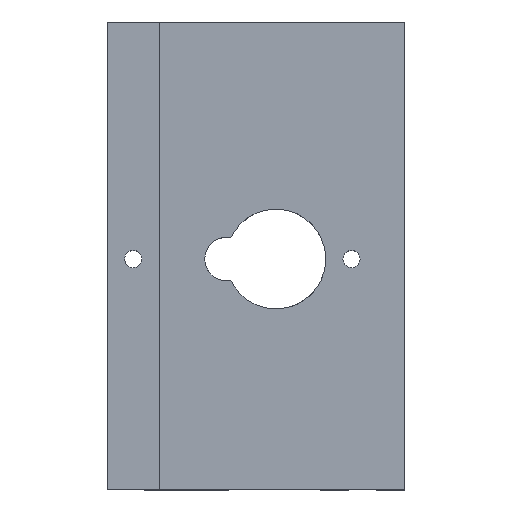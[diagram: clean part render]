
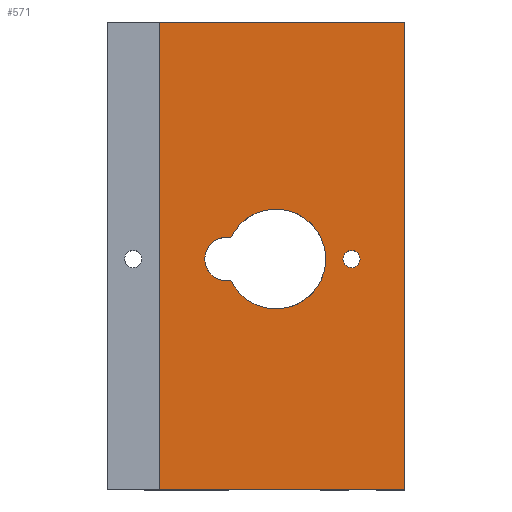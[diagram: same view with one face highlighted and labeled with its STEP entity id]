
A CAD part, top view. The second image highlights one B-rep face of the part: STEP entity #571.
In plain terms, the highlighted planar face has unit normal (0, 0, 1).
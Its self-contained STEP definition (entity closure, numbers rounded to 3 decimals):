
#81 = VERTEX_POINT('',#82);
#82 = CARTESIAN_POINT('',(-9.3,60.,3.6));
#88 = EDGE_CURVE('',#89,#81,#91,.T.);
#89 = VERTEX_POINT('',#90);
#90 = CARTESIAN_POINT('',(-9.3,0.,3.6));
#91 = LINE('',#92,#93);
#92 = CARTESIAN_POINT('',(-9.3,0.,3.6));
#93 = VECTOR('',#94,1.);
#94 = DIRECTION('',(0.,1.,0.));
#171 = EDGE_CURVE('',#172,#89,#174,.T.);
#172 = VERTEX_POINT('',#173);
#173 = CARTESIAN_POINT('',(22.2,0.,3.6));
#174 = LINE('',#175,#176);
#175 = CARTESIAN_POINT('',(22.2,0.,3.6));
#176 = VECTOR('',#177,1.);
#177 = DIRECTION('',(-1.,0.,0.));
#374 = EDGE_CURVE('',#375,#81,#377,.T.);
#375 = VERTEX_POINT('',#376);
#376 = CARTESIAN_POINT('',(22.2,60.,3.6));
#377 = LINE('',#378,#379);
#378 = CARTESIAN_POINT('',(22.2,60.,3.6));
#379 = VECTOR('',#380,1.);
#380 = DIRECTION('',(-1.,0.,0.));
#571 = ADVANCED_FACE('',(#572,#583,#594),#614,.T.);
#572 = FACE_BOUND('',#573,.T.);
#573 = EDGE_LOOP('',(#574,#580,#581,#582));
#574 = ORIENTED_EDGE('',*,*,#575,.T.);
#575 = EDGE_CURVE('',#172,#375,#576,.T.);
#576 = LINE('',#577,#578);
#577 = CARTESIAN_POINT('',(22.2,0.,3.6));
#578 = VECTOR('',#579,1.);
#579 = DIRECTION('',(0.,1.,0.));
#580 = ORIENTED_EDGE('',*,*,#374,.T.);
#581 = ORIENTED_EDGE('',*,*,#88,.F.);
#582 = ORIENTED_EDGE('',*,*,#171,.F.);
#583 = FACE_BOUND('',#584,.T.);
#584 = EDGE_LOOP('',(#585));
#585 = ORIENTED_EDGE('',*,*,#586,.T.);
#586 = EDGE_CURVE('',#587,#587,#589,.T.);
#587 = VERTEX_POINT('',#588);
#588 = CARTESIAN_POINT('',(16.45,29.6,3.6));
#589 = CIRCLE('',#590,1.1);
#590 = AXIS2_PLACEMENT_3D('',#591,#592,#593);
#591 = CARTESIAN_POINT('',(15.35,29.6,3.6));
#592 = DIRECTION('',(0.,0.,-1.));
#593 = DIRECTION('',(1.,0.,0.));
#594 = FACE_BOUND('',#595,.T.);
#595 = EDGE_LOOP('',(#596,#607));
#596 = ORIENTED_EDGE('',*,*,#597,.T.);
#597 = EDGE_CURVE('',#598,#600,#602,.T.);
#598 = VERTEX_POINT('',#599);
#599 = CARTESIAN_POINT('',(-0.129,26.85,3.6));
#600 = VERTEX_POINT('',#601);
#601 = CARTESIAN_POINT('',(-0.129,32.35,3.6));
#602 = CIRCLE('',#603,2.8);
#603 = AXIS2_PLACEMENT_3D('',#604,#605,#606);
#604 = CARTESIAN_POINT('',(-0.656,29.6,3.6));
#605 = DIRECTION('',(0.,0.,-1.));
#606 = DIRECTION('',(1.,0.,0.));
#607 = ORIENTED_EDGE('',*,*,#608,.T.);
#608 = EDGE_CURVE('',#600,#598,#609,.T.);
#609 = CIRCLE('',#610,6.4);
#610 = AXIS2_PLACEMENT_3D('',#611,#612,#613);
#611 = CARTESIAN_POINT('',(5.65,29.6,3.6));
#612 = DIRECTION('',(0.,0.,-1.));
#613 = DIRECTION('',(1.,0.,0.));
#614 = PLANE('',#615);
#615 = AXIS2_PLACEMENT_3D('',#616,#617,#618);
#616 = CARTESIAN_POINT('',(22.2,0.,3.6));
#617 = DIRECTION('',(0.,0.,1.));
#618 = DIRECTION('',(-1.,0.,0.));
